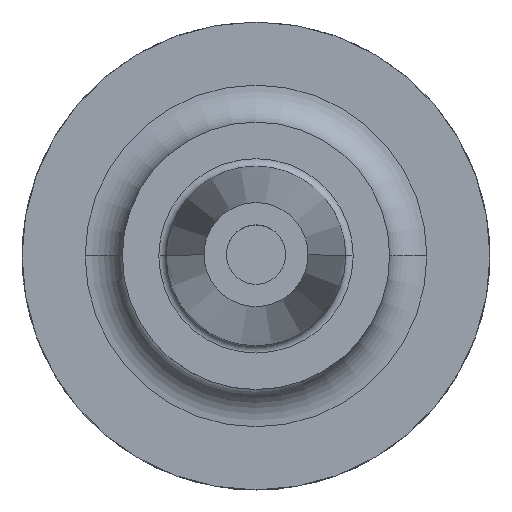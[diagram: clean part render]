
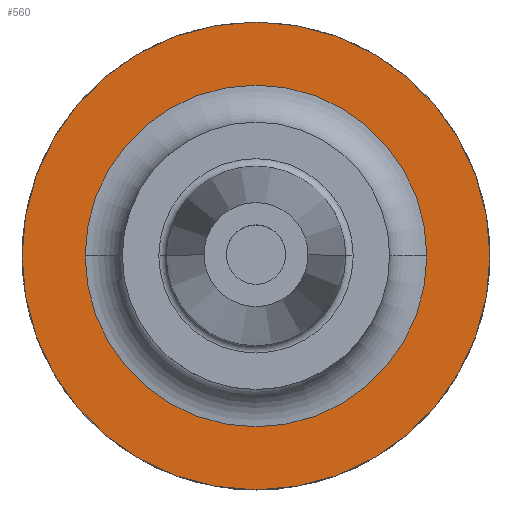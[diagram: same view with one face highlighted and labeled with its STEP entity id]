
A CAD part, top view. The second image highlights one B-rep face of the part: STEP entity #560.
In plain terms, the highlighted planar face has unit normal (0, 0, 1).
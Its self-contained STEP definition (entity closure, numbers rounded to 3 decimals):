
#10 = CIRCLE ( 'NONE', #47, 23. ) ;
#47 = AXIS2_PLACEMENT_3D ( 'NONE', #1672, #1040, #1052 ) ;
#125 = CARTESIAN_POINT ( 'NONE',  ( -23., 0., 27. ) ) ;
#167 = VERTEX_POINT ( 'NONE', #125 ) ;
#181 = EDGE_CURVE ( 'NONE', #371, #499, #1653, .T. ) ;
#313 = CIRCLE ( 'NONE', #487, 23. ) ;
#316 = PLANE ( 'NONE',  #1588 ) ;
#318 = ORIENTED_EDGE ( 'NONE', *, *, #1632, .F. ) ;
#323 = CARTESIAN_POINT ( 'NONE',  ( 0., 0., 27. ) ) ;
#330 = DIRECTION ( 'NONE',  ( -1., 0., 0. ) ) ;
#371 = VERTEX_POINT ( 'NONE', #715 ) ;
#398 = EDGE_CURVE ( 'NONE', #167, #809, #313, .T. ) ;
#400 = EDGE_CURVE ( 'NONE', #809, #167, #10, .T. ) ;
#439 = DIRECTION ( 'NONE',  ( 0., 0., -1. ) ) ;
#445 = DIRECTION ( 'NONE',  ( -1., 0., 0. ) ) ;
#446 = CIRCLE ( 'NONE', #587, 31.5 ) ;
#476 = CARTESIAN_POINT ( 'NONE',  ( -31.5, 0., 27. ) ) ;
#487 = AXIS2_PLACEMENT_3D ( 'NONE', #1034, #596, #330 ) ;
#499 = VERTEX_POINT ( 'NONE', #476 ) ;
#527 = DIRECTION ( 'NONE',  ( -1., 0., 0. ) ) ;
#538 = EDGE_LOOP ( 'NONE', ( #318, #1734 ) ) ;
#560 = ADVANCED_FACE ( 'NONE', ( #977, #1183 ), #316, .F. ) ;
#587 = AXIS2_PLACEMENT_3D ( 'NONE', #1701, #1431, #732 ) ;
#596 = DIRECTION ( 'NONE',  ( 0., 0., -1. ) ) ;
#664 = ORIENTED_EDGE ( 'NONE', *, *, #400, .T. ) ;
#715 = CARTESIAN_POINT ( 'NONE',  ( 31.5, 0., 27. ) ) ;
#732 = DIRECTION ( 'NONE',  ( -1., 0., 0. ) ) ;
#809 = VERTEX_POINT ( 'NONE', #853 ) ;
#853 = CARTESIAN_POINT ( 'NONE',  ( 23., 0., 27. ) ) ;
#977 = FACE_BOUND ( 'NONE', #1076, .T. ) ;
#1033 = ORIENTED_EDGE ( 'NONE', *, *, #398, .T. ) ;
#1034 = CARTESIAN_POINT ( 'NONE',  ( 0., 0., 27. ) ) ;
#1040 = DIRECTION ( 'NONE',  ( 0., 0., -1. ) ) ;
#1052 = DIRECTION ( 'NONE',  ( -1., 0., 0. ) ) ;
#1076 = EDGE_LOOP ( 'NONE', ( #1033, #664 ) ) ;
#1183 = FACE_OUTER_BOUND ( 'NONE', #538, .T. ) ;
#1323 = AXIS2_PLACEMENT_3D ( 'NONE', #1328, #1362, #527 ) ;
#1328 = CARTESIAN_POINT ( 'NONE',  ( 0., 0., 27. ) ) ;
#1362 = DIRECTION ( 'NONE',  ( 0., 0., -1. ) ) ;
#1431 = DIRECTION ( 'NONE',  ( 0., 0., -1. ) ) ;
#1588 = AXIS2_PLACEMENT_3D ( 'NONE', #323, #439, #445 ) ;
#1632 = EDGE_CURVE ( 'NONE', #499, #371, #446, .T. ) ;
#1653 = CIRCLE ( 'NONE', #1323, 31.5 ) ;
#1672 = CARTESIAN_POINT ( 'NONE',  ( 0., 0., 27. ) ) ;
#1701 = CARTESIAN_POINT ( 'NONE',  ( 0., 0., 27. ) ) ;
#1734 = ORIENTED_EDGE ( 'NONE', *, *, #181, .F. ) ;
